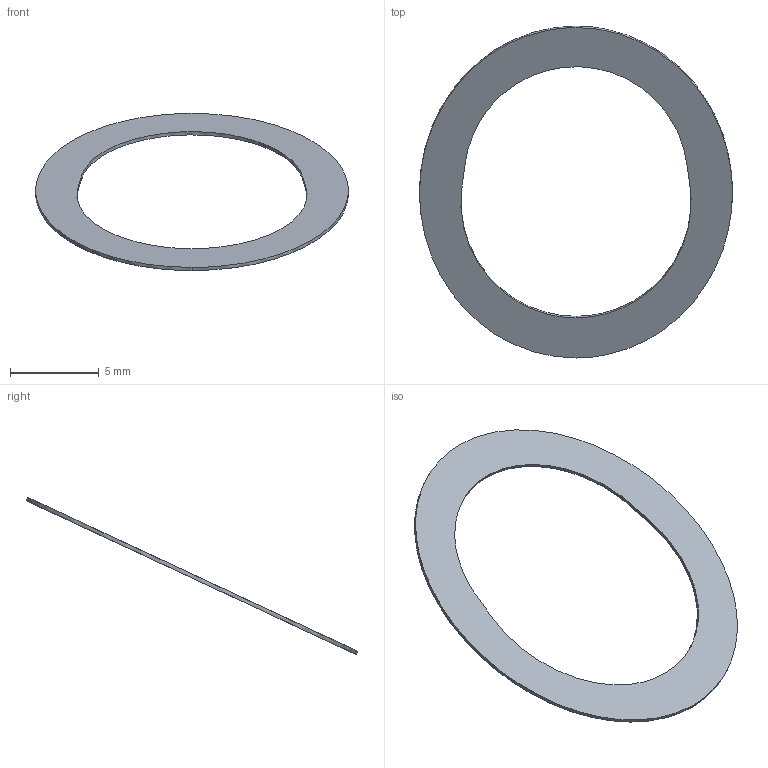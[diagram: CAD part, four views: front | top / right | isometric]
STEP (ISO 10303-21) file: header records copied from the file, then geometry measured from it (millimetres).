
FILE_DESCRIPTION (( 'STEP AP203' ), '1' );
FILE_NAME ('SONYC-Porelle-membrane rev1.STEP', '2021-03-03T23:15:07', ( '' ), ( '' ), 'SwSTEP 2.0', 'SolidWorks 2020', '' );
FILE_SCHEMA (( 'CONFIG_CONTROL_DESIGN' ));
Length unit declared in the file: millimetre
Products named in the file (1): SONYC-Porelle-membrane rev1
Bounding box: 17.65 x 18.71 x 8.87 mm (x, y, z)
Volume: 24.8 mm3; surface area: 268.6 mm2
Topology: 1 solids, 1 shells, 9 faces, 21 edges, 14 vertices
Faces by surface type: bspline 7, plane 2
Entity records: 409 total; most frequent: CARTESIAN_POINT 176, ORIENTED_EDGE 42, EDGE_CURVE 21, VERTEX_POINT 14, DIRECTION 13, EDGE_LOOP 11, ADVANCED_FACE 9, FACE_OUTER_BOUND 9
